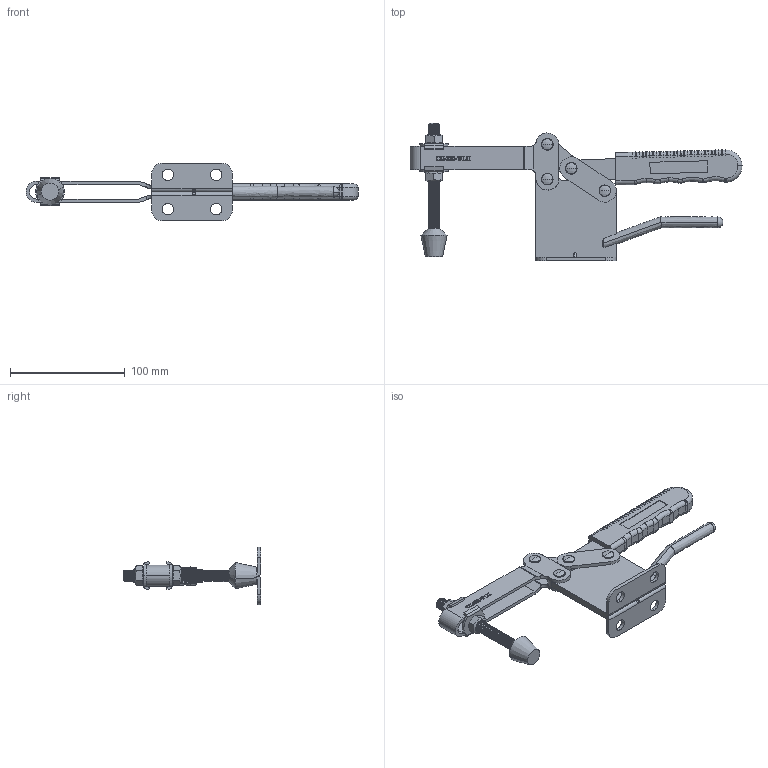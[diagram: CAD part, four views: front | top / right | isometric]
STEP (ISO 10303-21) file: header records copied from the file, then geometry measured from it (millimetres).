
FILE_DESCRIPTION (( 'STEP AP203' ), '1' );
FILE_NAME ('CH-220-WLH.STEP', '2017-11-10T09:23:46', ( 'Windows' ), ( 'Microsoft' ), 'SwSTEP 2.0', 'SolidWorks 2015', '' );
FILE_SCHEMA (( 'CONFIG_CONTROL_DESIGN' ));
Length unit declared in the file: millimetre
Products named in the file (10): CH-220-WLH; 200-W-03; 200-W-04; 200-W-06; 200-W-05; FW380; 38312-01; 38412; 220-WLH-02揤參; 220-WLH-01-05_默认<按加工>
Assembly tree (15 placements, depth 2):
  CH-220-WLH
    220-WLH-01-05_默认<按加工>
    200-W-03
    200-W-04  x2
    200-W-06
    200-W-05  x4
    FW380  x2
    38312-01  x2
    38412
    220-WLH-02揤參
Bounding box: 288.71 x 119.78 x 50 mm (x, y, z)
Volume: 134135.4 mm3; surface area: 75204.6 mm2
Topology: 15 solids, 16 shells, 1360 faces, 3569 edges, 2271 vertices
Faces by surface type: cylinder 473, plane 441, bspline 263, torus 112, cone 55, sphere 16
Entity records: 54160 total; most frequent: CARTESIAN_POINT 24722, ORIENTED_EDGE 6524, DIRECTION 4997, EDGE_CURVE 3262, VERTEX_POINT 2083, VECTOR 1679, LINE 1679, AXIS2_PLACEMENT_3D 1659
